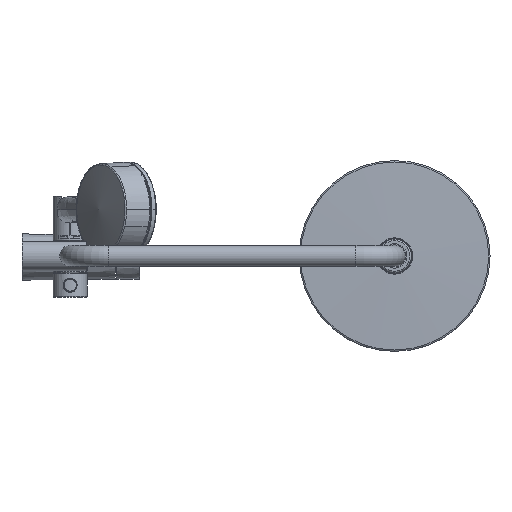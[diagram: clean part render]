
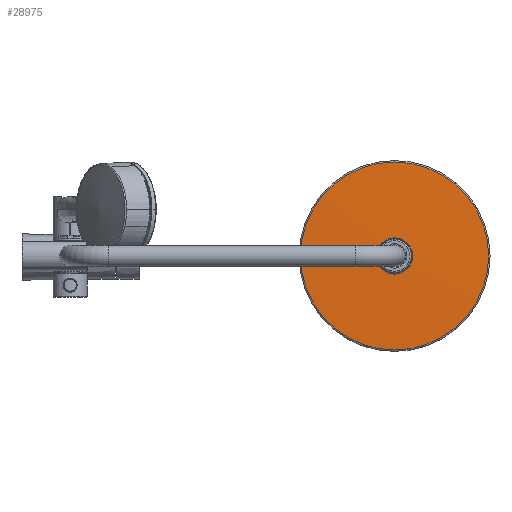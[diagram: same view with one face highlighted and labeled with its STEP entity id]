
A CAD part, top view. The second image highlights one B-rep face of the part: STEP entity #28975.
In plain terms, the highlighted spherical face has radius 2500 mm.
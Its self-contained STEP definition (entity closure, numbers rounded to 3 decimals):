
#1814=SPHERICAL_SURFACE('',#32499,2500.);
#3473=ORIENTED_EDGE('',*,*,#9790,.F.);
#3474=ORIENTED_EDGE('',*,*,#9791,.F.);
#3475=ORIENTED_EDGE('',*,*,#9792,.F.);
#9790=EDGE_CURVE('',#15379,#15379,#20671,.T.);
#9791=EDGE_CURVE('',#15380,#15381,#20672,.T.);
#9792=EDGE_CURVE('',#15381,#15380,#20673,.T.);
#15379=VERTEX_POINT('',#50700);
#15380=VERTEX_POINT('',#50703);
#15381=VERTEX_POINT('',#50704);
#20671=CIRCLE('',#32498,18.992);
#20672=CIRCLE('',#32500,98.559);
#20673=CIRCLE('',#32501,98.559);
#25118=EDGE_LOOP('',(#3473));
#25119=EDGE_LOOP('',(#3474,#3475));
#27202=FACE_BOUND('',#25118,.T.);
#27203=FACE_BOUND('',#25119,.T.);
#28975=ADVANCED_FACE('',(#27202,#27203),#1814,.T.);
#32498=AXIS2_PLACEMENT_3D('',#50699,#38692,#38693);
#32499=AXIS2_PLACEMENT_3D('',#50701,#38694,#38695);
#32500=AXIS2_PLACEMENT_3D('',#50702,#38696,#38697);
#32501=AXIS2_PLACEMENT_3D('',#50705,#38698,#38699);
#38692=DIRECTION('',(0.,0.,1.));
#38693=DIRECTION('',(-1.,0.,0.));
#38694=DIRECTION('',(0.,0.,-1.));
#38695=DIRECTION('',(0.,-1.,0.));
#38696=DIRECTION('',(0.,0.,-1.));
#38697=DIRECTION('',(0.005,-1.,0.));
#38698=DIRECTION('',(0.,0.,-1.));
#38699=DIRECTION('',(-1.,0.,0.));
#50699=CARTESIAN_POINT('',(340.05,0.,642.171));
#50700=CARTESIAN_POINT('',(321.058,0.,642.171));
#50701=CARTESIAN_POINT('',(340.05,0.,-1857.757));
#50702=CARTESIAN_POINT('',(340.05,0.,640.299));
#50703=CARTESIAN_POINT('',(340.05,98.559,640.299));
#50704=CARTESIAN_POINT('',(241.491,0.,640.299));
#50705=CARTESIAN_POINT('',(340.05,0.,640.299));
